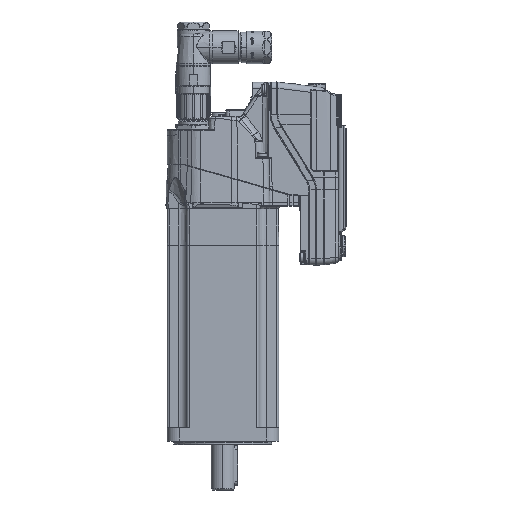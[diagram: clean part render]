
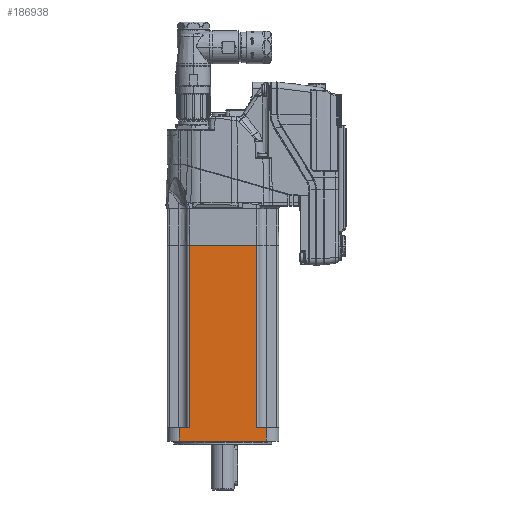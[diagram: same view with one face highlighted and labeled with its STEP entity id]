
A CAD part, left-side view. The second image highlights one B-rep face of the part: STEP entity #186938.
In plain terms, the highlighted face is planar.
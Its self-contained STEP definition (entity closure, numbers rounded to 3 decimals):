
#180634=DIRECTION('',(0.,-1.,0.));
#180635=VECTOR('',#180634,71.3);
#180636=CARTESIAN_POINT('',(-0.5,35.65,45.65));
#180637=LINE('',#180636,#180635);
#180997=DIRECTION('',(-1.,0.,0.));
#180998=VECTOR('',#180997,149.);
#180999=CARTESIAN_POINT('',(-11.5,27.5,45.65));
#181000=LINE('',#180999,#180998);
#181004=DIRECTION('',(-1.,0.,0.));
#181005=VECTOR('',#181004,149.);
#181006=CARTESIAN_POINT('',(-11.5,-27.5,45.65));
#181007=LINE('',#181006,#181005);
#181164=DIRECTION('',(0.,1.,0.));
#181165=VECTOR('',#181164,55.);
#181166=CARTESIAN_POINT('',(-160.5,-27.5,45.65));
#181167=LINE('',#181166,#181165);
#182643=DIRECTION('',(0.,1.,0.));
#182644=VECTOR('',#182643,8.15);
#182645=CARTESIAN_POINT('',(-11.5,-35.65,45.65));
#182646=LINE('',#182645,#182644);
#182711=DIRECTION('',(-1.,0.,0.));
#182712=VECTOR('',#182711,11.);
#182713=CARTESIAN_POINT('',(-0.5,-35.65,45.65));
#182714=LINE('',#182713,#182712);
#182762=DIRECTION('',(0.,1.,0.));
#182763=VECTOR('',#182762,8.15);
#182764=CARTESIAN_POINT('',(-11.5,27.5,45.65));
#182765=LINE('',#182764,#182763);
#182822=DIRECTION('',(1.,0.,0.));
#182823=VECTOR('',#182822,11.);
#182824=CARTESIAN_POINT('',(-11.5,35.65,45.65));
#182825=LINE('',#182824,#182823);
#184279=CARTESIAN_POINT('',(-11.5,-27.5,45.65));
#184280=VERTEX_POINT('',#184279);
#184281=CARTESIAN_POINT('',(-11.5,-35.65,45.65));
#184282=VERTEX_POINT('',#184281);
#184283=CARTESIAN_POINT('',(-0.5,-35.65,45.65));
#184284=VERTEX_POINT('',#184283);
#184285=CARTESIAN_POINT('',(-0.5,35.65,45.65));
#184286=VERTEX_POINT('',#184285);
#184287=CARTESIAN_POINT('',(-11.5,35.65,45.65));
#184288=VERTEX_POINT('',#184287);
#184289=CARTESIAN_POINT('',(-11.5,27.5,45.65));
#184290=VERTEX_POINT('',#184289);
#184975=CARTESIAN_POINT('',(-160.5,-27.5,45.65));
#184976=VERTEX_POINT('',#184975);
#184977=CARTESIAN_POINT('',(-160.5,27.5,45.65));
#184978=VERTEX_POINT('',#184977);
#186917=CARTESIAN_POINT('',(-150.,0.,45.65));
#186918=DIRECTION('',(0.,0.,1.));
#186919=DIRECTION('',(1.,0.,0.));
#186920=AXIS2_PLACEMENT_3D('',#186917,#186918,#186919);
#186921=PLANE('',#186920);
#186923=ORIENTED_EDGE('',*,*,#186922,.T.);
#186925=ORIENTED_EDGE('',*,*,#186924,.T.);
#186926=ORIENTED_EDGE('',*,*,#186900,.F.);
#186928=ORIENTED_EDGE('',*,*,#186927,.T.);
#186930=ORIENTED_EDGE('',*,*,#186929,.T.);
#186931=ORIENTED_EDGE('',*,*,#186509,.T.);
#186933=ORIENTED_EDGE('',*,*,#186932,.T.);
#186935=ORIENTED_EDGE('',*,*,#186934,.T.);
#186936=EDGE_LOOP('',(#186923,#186925,#186926,#186928,#186930,#186931,#186933,
#186935));
#186937=FACE_OUTER_BOUND('',#186936,.F.);
#186938=ADVANCED_FACE('',(#186937),#186921,.T.);
#186509=EDGE_CURVE('',#184286,#184284,#180637,.T.);
#186900=EDGE_CURVE('',#184290,#184978,#181000,.T.);
#186922=EDGE_CURVE('',#184280,#184976,#181007,.T.);
#186924=EDGE_CURVE('',#184976,#184978,#181167,.T.);
#186927=EDGE_CURVE('',#184290,#184288,#182765,.T.);
#186929=EDGE_CURVE('',#184288,#184286,#182825,.T.);
#186932=EDGE_CURVE('',#184284,#184282,#182714,.T.);
#186934=EDGE_CURVE('',#184282,#184280,#182646,.T.);
